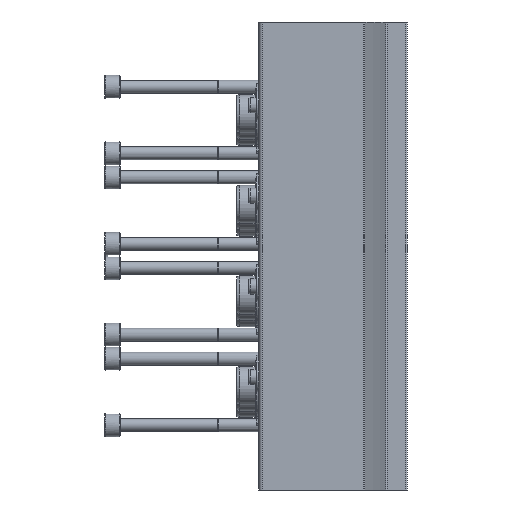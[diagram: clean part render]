
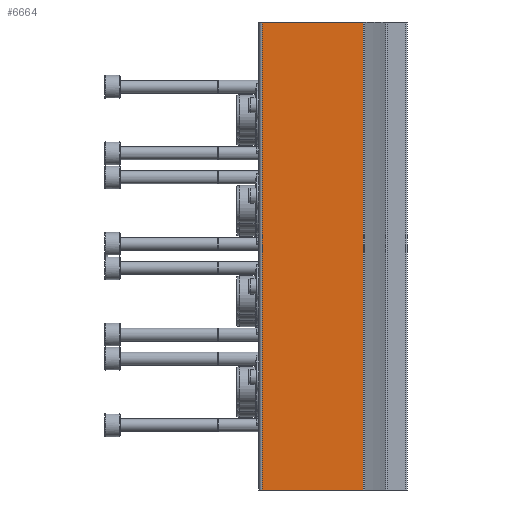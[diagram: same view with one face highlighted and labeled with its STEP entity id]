
A CAD part, left-side view. The second image highlights one B-rep face of the part: STEP entity #6664.
In plain terms, the highlighted planar face has unit normal (-1, 0, 0).
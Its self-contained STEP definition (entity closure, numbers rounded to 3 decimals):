
#235=PLANE('',#7181);
#920=ORIENTED_EDGE('',*,*,#2704,.F.);
#921=ORIENTED_EDGE('',*,*,#2703,.F.);
#922=ORIENTED_EDGE('',*,*,#2705,.T.);
#923=ORIENTED_EDGE('',*,*,#2706,.T.);
#2703=EDGE_CURVE('',#3595,#3593,#4220,.T.);
#2704=EDGE_CURVE('',#3593,#3596,#4221,.T.);
#2705=EDGE_CURVE('',#3595,#3597,#4222,.T.);
#2706=EDGE_CURVE('',#3597,#3596,#4223,.T.);
#3593=VERTEX_POINT('',#10474);
#3595=VERTEX_POINT('',#10478);
#3596=VERTEX_POINT('',#10482);
#3597=VERTEX_POINT('',#10484);
#4220=LINE('',#10479,#4708);
#4221=LINE('',#10481,#4709);
#4222=LINE('',#10483,#4710);
#4223=LINE('',#10485,#4711);
#4708=VECTOR('',#8037,1000.);
#4709=VECTOR('',#8040,1000.);
#4710=VECTOR('',#8041,1000.);
#4711=VECTOR('',#8042,1000.);
#5206=EDGE_LOOP('',(#920,#921,#922,#923));
#5877=FACE_BOUND('',#5206,.T.);
#6664=ADVANCED_FACE('',(#5877),#235,.T.);
#7181=AXIS2_PLACEMENT_3D('',#10480,#8038,#8039);
#8037=DIRECTION('',(0.,0.,1.));
#8038=DIRECTION('',(-1.,0.,0.));
#8039=DIRECTION('',(0.,0.,1.));
#8040=DIRECTION('',(0.,-1.,0.));
#8041=DIRECTION('',(0.,-1.,0.));
#8042=DIRECTION('',(0.,0.,1.));
#10474=CARTESIAN_POINT('',(-63.,44.,0.));
#10478=CARTESIAN_POINT('',(-63.,44.,-142.));
#10479=CARTESIAN_POINT('',(-63.,44.,-142.));
#10480=CARTESIAN_POINT('',(-63.,44.,-142.));
#10481=CARTESIAN_POINT('',(-63.,44.,0.));
#10482=CARTESIAN_POINT('',(-63.,13.354,0.));
#10483=CARTESIAN_POINT('',(-63.,44.,-142.));
#10484=CARTESIAN_POINT('',(-63.,13.354,-142.));
#10485=CARTESIAN_POINT('',(-63.,13.354,-142.));
